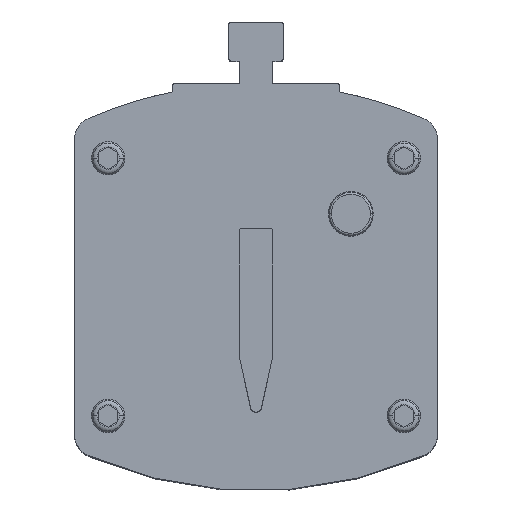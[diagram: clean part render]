
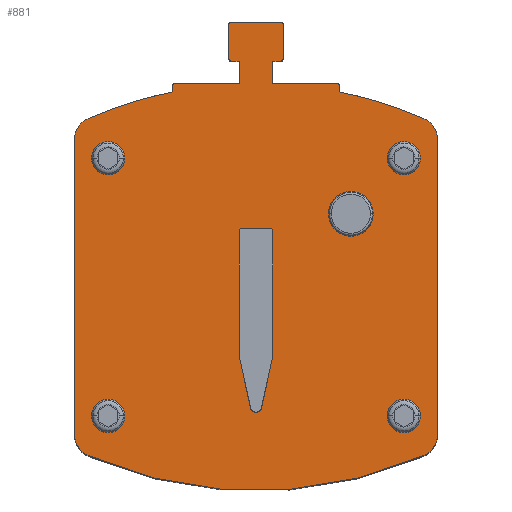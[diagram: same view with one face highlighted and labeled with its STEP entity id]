
A CAD part, top view. The second image highlights one B-rep face of the part: STEP entity #881.
In plain terms, the highlighted planar face has unit normal (0, 0, 1).
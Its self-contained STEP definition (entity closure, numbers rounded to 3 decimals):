
#138=CARTESIAN_POINT('',(61.,63.029,2.));
#139=DIRECTION('',(0.,0.,1.));
#140=DIRECTION('',(1.,0.,0.));
#141=AXIS2_PLACEMENT_3D('',#138,#139,#140);
#146=DIRECTION('',(0.,1.,0.));
#147=VECTOR('',#146,53.058);
#148=CARTESIAN_POINT('',(65.,9.971,2.));
#149=LINE('',#148,#147);
#153=CARTESIAN_POINT('',(61.,9.971,2.));
#154=DIRECTION('',(0.,0.,1.));
#155=DIRECTION('',(0.401,-0.916,0.));
#156=AXIS2_PLACEMENT_3D('',#153,#154,#155);
#161=CARTESIAN_POINT('',(32.5,75.,2.));
#162=DIRECTION('',(0.,0.,1.));
#163=DIRECTION('',(-0.401,-0.916,0.));
#164=AXIS2_PLACEMENT_3D('',#161,#162,#163);
#169=CARTESIAN_POINT('',(4.,9.971,2.));
#170=DIRECTION('',(0.,0.,1.));
#171=DIRECTION('',(-1.,0.,0.));
#172=AXIS2_PLACEMENT_3D('',#169,#170,#171);
#177=DIRECTION('',(0.,-1.,0.));
#178=VECTOR('',#177,53.058);
#179=CARTESIAN_POINT('',(0.,63.029,2.));
#180=LINE('',#179,#178);
#184=CARTESIAN_POINT('',(4.,63.029,2.));
#185=DIRECTION('',(0.,0.,1.));
#186=DIRECTION('',(-0.401,0.916,0.));
#187=AXIS2_PLACEMENT_3D('',#184,#185,#186);
#192=CARTESIAN_POINT('',(32.5,-2.,2.));
#193=DIRECTION('',(0.,0.,1.));
#194=DIRECTION('',(-0.2,0.98,0.));
#195=AXIS2_PLACEMENT_3D('',#192,#193,#194);
#200=DIRECTION('',(0.,-1.,0.));
#201=VECTOR('',#200,1.015);
#202=CARTESIAN_POINT('',(17.5,72.5,2.));
#203=LINE('',#202,#201);
#207=CARTESIAN_POINT('',(18.,72.5,2.));
#208=DIRECTION('',(0.,0.,1.));
#209=DIRECTION('',(0.,1.,0.));
#210=AXIS2_PLACEMENT_3D('',#207,#208,#209);
#215=DIRECTION('',(-1.,0.,0.));
#216=VECTOR('',#215,11.5);
#217=CARTESIAN_POINT('',(29.5,73.,2.));
#218=LINE('',#217,#216);
#222=DIRECTION('',(0.,-1.,0.));
#223=VECTOR('',#222,4.);
#224=CARTESIAN_POINT('',(29.5,77.,2.));
#225=LINE('',#224,#223);
#229=DIRECTION('',(1.,0.,0.));
#230=VECTOR('',#229,1.4);
#231=CARTESIAN_POINT('',(28.1,77.,2.));
#232=LINE('',#231,#230);
#236=CARTESIAN_POINT('',(28.1,77.5,2.));
#237=DIRECTION('',(0.,0.,1.));
#238=DIRECTION('',(-1.,0.,0.));
#239=AXIS2_PLACEMENT_3D('',#236,#237,#238);
#244=DIRECTION('',(0.,-1.,0.));
#245=VECTOR('',#244,6.);
#246=CARTESIAN_POINT('',(27.6,83.5,2.));
#247=LINE('',#246,#245);
#251=CARTESIAN_POINT('',(28.1,83.5,2.));
#252=DIRECTION('',(0.,0.,1.));
#253=DIRECTION('',(0.,1.,0.));
#254=AXIS2_PLACEMENT_3D('',#251,#252,#253);
#259=DIRECTION('',(-1.,0.,0.));
#260=VECTOR('',#259,8.8);
#261=CARTESIAN_POINT('',(36.9,84.,2.));
#262=LINE('',#261,#260);
#266=CARTESIAN_POINT('',(36.9,83.5,2.));
#267=DIRECTION('',(0.,0.,1.));
#268=DIRECTION('',(1.,0.,0.));
#269=AXIS2_PLACEMENT_3D('',#266,#267,#268);
#274=DIRECTION('',(0.,1.,0.));
#275=VECTOR('',#274,6.);
#276=CARTESIAN_POINT('',(37.4,77.5,2.));
#277=LINE('',#276,#275);
#281=CARTESIAN_POINT('',(36.9,77.5,2.));
#282=DIRECTION('',(0.,0.,1.));
#283=DIRECTION('',(0.,-1.,0.));
#284=AXIS2_PLACEMENT_3D('',#281,#282,#283);
#289=DIRECTION('',(1.,0.,0.));
#290=VECTOR('',#289,1.4);
#291=CARTESIAN_POINT('',(35.5,77.,2.));
#292=LINE('',#291,#290);
#296=DIRECTION('',(0.,1.,0.));
#297=VECTOR('',#296,4.);
#298=CARTESIAN_POINT('',(35.5,73.,2.));
#299=LINE('',#298,#297);
#303=DIRECTION('',(-1.,0.,0.));
#304=VECTOR('',#303,11.5);
#305=CARTESIAN_POINT('',(47.,73.,2.));
#306=LINE('',#305,#304);
#310=CARTESIAN_POINT('',(47.,72.5,2.));
#311=DIRECTION('',(0.,0.,1.));
#312=DIRECTION('',(1.,0.,0.));
#313=AXIS2_PLACEMENT_3D('',#310,#311,#312);
#318=DIRECTION('',(0.,1.,0.));
#319=VECTOR('',#318,1.015);
#320=CARTESIAN_POINT('',(47.5,71.485,2.));
#321=LINE('',#320,#319);
#325=CARTESIAN_POINT('',(32.5,-2.,2.));
#326=DIRECTION('',(0.,0.,1.));
#327=DIRECTION('',(0.401,0.916,0.));
#328=AXIS2_PLACEMENT_3D('',#325,#326,#327);
#703=CARTESIAN_POINT('',(65.,63.029,2.));
#704=CARTESIAN_POINT('',(62.606,66.692,2.));
#705=VERTEX_POINT('',#703);
#706=VERTEX_POINT('',#704);
#759=CARTESIAN_POINT('',(65.,9.971,2.));
#760=VERTEX_POINT('',#759);
#761=CARTESIAN_POINT('',(62.606,6.308,2.));
#762=VERTEX_POINT('',#761);
#763=CARTESIAN_POINT('',(2.394,66.692,2.));
#764=CARTESIAN_POINT('',(0.,63.029,2.));
#765=VERTEX_POINT('',#763);
#766=VERTEX_POINT('',#764);
#767=CARTESIAN_POINT('',(47.5,71.485,2.));
#768=VERTEX_POINT('',#767);
#769=CARTESIAN_POINT('',(47.5,72.5,2.));
#770=VERTEX_POINT('',#769);
#771=CARTESIAN_POINT('',(47.,73.,2.));
#772=VERTEX_POINT('',#771);
#773=CARTESIAN_POINT('',(35.5,73.,2.));
#774=VERTEX_POINT('',#773);
#775=CARTESIAN_POINT('',(35.5,77.,2.));
#776=VERTEX_POINT('',#775);
#777=CARTESIAN_POINT('',(36.9,77.,2.));
#778=VERTEX_POINT('',#777);
#779=CARTESIAN_POINT('',(37.4,77.5,2.));
#780=VERTEX_POINT('',#779);
#781=CARTESIAN_POINT('',(37.4,83.5,2.));
#782=VERTEX_POINT('',#781);
#783=CARTESIAN_POINT('',(36.9,84.,2.));
#784=VERTEX_POINT('',#783);
#785=CARTESIAN_POINT('',(28.1,84.,2.));
#786=VERTEX_POINT('',#785);
#787=CARTESIAN_POINT('',(27.6,83.5,2.));
#788=VERTEX_POINT('',#787);
#789=CARTESIAN_POINT('',(27.6,77.5,2.));
#790=VERTEX_POINT('',#789);
#791=CARTESIAN_POINT('',(28.1,77.,2.));
#792=VERTEX_POINT('',#791);
#793=CARTESIAN_POINT('',(29.5,77.,2.));
#794=VERTEX_POINT('',#793);
#795=CARTESIAN_POINT('',(29.5,73.,2.));
#796=VERTEX_POINT('',#795);
#797=CARTESIAN_POINT('',(18.,73.,2.));
#798=VERTEX_POINT('',#797);
#799=CARTESIAN_POINT('',(17.5,72.5,2.));
#800=VERTEX_POINT('',#799);
#801=CARTESIAN_POINT('',(17.5,71.485,2.));
#802=VERTEX_POINT('',#801);
#803=CARTESIAN_POINT('',(0.,9.971,2.));
#804=VERTEX_POINT('',#803);
#805=CARTESIAN_POINT('',(2.394,6.308,2.));
#806=VERTEX_POINT('',#805);
#823=CARTESIAN_POINT('',(32.5,36.5,2.));
#824=DIRECTION('',(0.,0.,1.));
#825=DIRECTION('',(1.,0.,0.));
#826=AXIS2_PLACEMENT_3D('',#823,#824,#825);
#827=PLANE('',#826);
#828=ORIENTED_EDGE('',*,*,#812,.F.);
#830=ORIENTED_EDGE('',*,*,#829,.F.);
#832=ORIENTED_EDGE('',*,*,#831,.F.);
#834=ORIENTED_EDGE('',*,*,#833,.F.);
#836=ORIENTED_EDGE('',*,*,#835,.F.);
#838=ORIENTED_EDGE('',*,*,#837,.F.);
#840=ORIENTED_EDGE('',*,*,#839,.F.);
#842=ORIENTED_EDGE('',*,*,#841,.F.);
#844=ORIENTED_EDGE('',*,*,#843,.F.);
#846=ORIENTED_EDGE('',*,*,#845,.F.);
#848=ORIENTED_EDGE('',*,*,#847,.F.);
#850=ORIENTED_EDGE('',*,*,#849,.F.);
#852=ORIENTED_EDGE('',*,*,#851,.F.);
#854=ORIENTED_EDGE('',*,*,#853,.F.);
#856=ORIENTED_EDGE('',*,*,#855,.F.);
#858=ORIENTED_EDGE('',*,*,#857,.F.);
#860=ORIENTED_EDGE('',*,*,#859,.F.);
#862=ORIENTED_EDGE('',*,*,#861,.F.);
#864=ORIENTED_EDGE('',*,*,#863,.F.);
#866=ORIENTED_EDGE('',*,*,#865,.F.);
#868=ORIENTED_EDGE('',*,*,#867,.F.);
#870=ORIENTED_EDGE('',*,*,#869,.F.);
#872=ORIENTED_EDGE('',*,*,#871,.F.);
#874=ORIENTED_EDGE('',*,*,#873,.F.);
#876=ORIENTED_EDGE('',*,*,#875,.F.);
#878=ORIENTED_EDGE('',*,*,#877,.F.);
#879=EDGE_LOOP('',(#828,#830,#832,#834,#836,#838,#840,#842,#844,#846,#848,#850,
#852,#854,#856,#858,#860,#862,#864,#866,#868,#870,#872,#874,#876,#878));
#880=FACE_OUTER_BOUND('',#879,.F.);
#142=CIRCLE('',#141,4.);
#157=CIRCLE('',#156,4.);
#165=CIRCLE('',#164,75.);
#173=CIRCLE('',#172,4.);
#188=CIRCLE('',#187,4.);
#196=CIRCLE('',#195,75.);
#211=CIRCLE('',#210,0.5);
#240=CIRCLE('',#239,0.5);
#255=CIRCLE('',#254,0.5);
#270=CIRCLE('',#269,0.5);
#285=CIRCLE('',#284,0.5);
#314=CIRCLE('',#313,0.5);
#329=CIRCLE('',#328,75.);
#812=EDGE_CURVE('',#705,#706,#142,.T.);
#829=EDGE_CURVE('',#760,#705,#149,.T.);
#831=EDGE_CURVE('',#762,#760,#157,.T.);
#833=EDGE_CURVE('',#806,#762,#165,.T.);
#835=EDGE_CURVE('',#804,#806,#173,.T.);
#837=EDGE_CURVE('',#766,#804,#180,.T.);
#839=EDGE_CURVE('',#765,#766,#188,.T.);
#841=EDGE_CURVE('',#802,#765,#196,.T.);
#843=EDGE_CURVE('',#800,#802,#203,.T.);
#845=EDGE_CURVE('',#798,#800,#211,.T.);
#847=EDGE_CURVE('',#796,#798,#218,.T.);
#849=EDGE_CURVE('',#794,#796,#225,.T.);
#851=EDGE_CURVE('',#792,#794,#232,.T.);
#853=EDGE_CURVE('',#790,#792,#240,.T.);
#855=EDGE_CURVE('',#788,#790,#247,.T.);
#857=EDGE_CURVE('',#786,#788,#255,.T.);
#859=EDGE_CURVE('',#784,#786,#262,.T.);
#861=EDGE_CURVE('',#782,#784,#270,.T.);
#863=EDGE_CURVE('',#780,#782,#277,.T.);
#865=EDGE_CURVE('',#778,#780,#285,.T.);
#867=EDGE_CURVE('',#776,#778,#292,.T.);
#869=EDGE_CURVE('',#774,#776,#299,.T.);
#871=EDGE_CURVE('',#772,#774,#306,.T.);
#873=EDGE_CURVE('',#770,#772,#314,.T.);
#875=EDGE_CURVE('',#768,#770,#321,.T.);
#877=EDGE_CURVE('',#706,#768,#329,.T.);
#881=ADVANCED_FACE('',(#880),#827,.T.);
